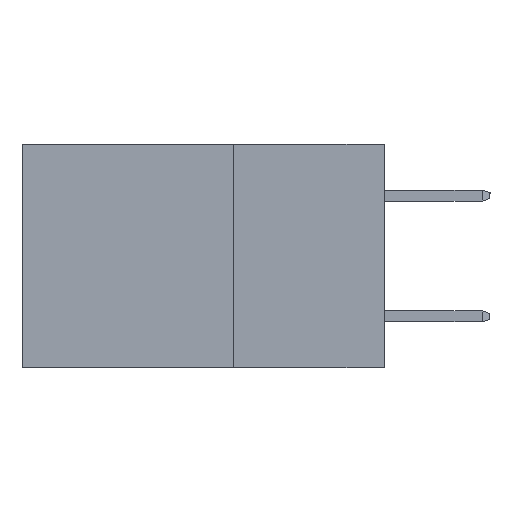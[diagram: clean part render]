
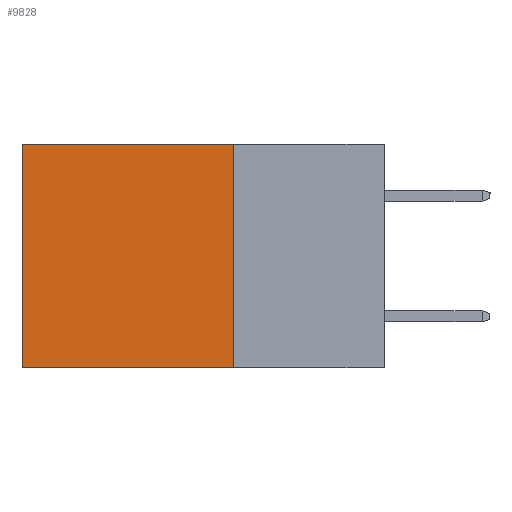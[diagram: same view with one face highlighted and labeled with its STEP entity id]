
A CAD part, left-side view. The second image highlights one B-rep face of the part: STEP entity #9828.
In plain terms, the highlighted planar face has unit normal (-1, 0, 0).
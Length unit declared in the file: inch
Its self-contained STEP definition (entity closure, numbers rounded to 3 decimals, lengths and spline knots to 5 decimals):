
#173 = CARTESIAN_POINT ( 'NONE',  ( 0.2615, 0.6, 0. ) ) ;
#1365 = ORIENTED_EDGE ( 'NONE', *, *, #18789, .F. ) ;
#1540 = CARTESIAN_POINT ( 'NONE',  ( 0.2615, 0.25, -0.37 ) ) ;
#2211 = LINE ( 'NONE', #3694, #17821 ) ;
#2482 = EDGE_CURVE ( 'NONE', #10235, #17048, #17497, .T. ) ;
#2522 = VERTEX_POINT ( 'NONE', #173 ) ;
#3694 = CARTESIAN_POINT ( 'NONE',  ( 0.2615, 0.25, 0. ) ) ;
#4276 = PLANE ( 'NONE',  #17273 ) ;
#5819 = FACE_OUTER_BOUND ( 'NONE', #17659, .T. ) ;
#6572 = EDGE_CURVE ( 'NONE', #2522, #20074, #10299, .T. ) ;
#7184 = ORIENTED_EDGE ( 'NONE', *, *, #2482, .F. ) ;
#7956 = EDGE_CURVE ( 'NONE', #10235, #2522, #2211, .T. ) ;
#8170 = DIRECTION ( 'NONE',  ( 0., 1., 0. ) ) ;
#8799 = CARTESIAN_POINT ( 'NONE',  ( 0.2615, 0.25, 0. ) ) ;
#8832 = DIRECTION ( 'NONE',  ( 0., 0., -1. ) ) ;
#9828 = ADVANCED_FACE ( 'NONE', ( #5819 ), #4276, .F. ) ;
#10235 = VERTEX_POINT ( 'NONE', #8799 ) ;
#10299 = LINE ( 'NONE', #16688, #14735 ) ;
#10387 = DIRECTION ( 'NONE',  ( 1., 0., 0. ) ) ;
#10604 = CARTESIAN_POINT ( 'NONE',  ( 0.2615, 0.25, -0.37 ) ) ;
#13079 = LINE ( 'NONE', #19462, #20084 ) ;
#14349 = CARTESIAN_POINT ( 'NONE',  ( 0.2615, 0.6, -0.37 ) ) ;
#14735 = VECTOR ( 'NONE', #8832, 39.37008 ) ;
#15462 = VECTOR ( 'NONE', #17704, 39.37008 ) ;
#15562 = ORIENTED_EDGE ( 'NONE', *, *, #7956, .T. ) ;
#16688 = CARTESIAN_POINT ( 'NONE',  ( 0.2615, 0.6, -0.37 ) ) ;
#16750 = CARTESIAN_POINT ( 'NONE',  ( 0.2615, 0.25, -0.37 ) ) ;
#17048 = VERTEX_POINT ( 'NONE', #16750 ) ;
#17273 = AXIS2_PLACEMENT_3D ( 'NONE', #10604, #10387, #18244 ) ;
#17497 = LINE ( 'NONE', #1540, #15462 ) ;
#17658 = DIRECTION ( 'NONE',  ( 0., 1., 0. ) ) ;
#17659 = EDGE_LOOP ( 'NONE', ( #18342, #1365, #7184, #15562 ) ) ;
#17704 = DIRECTION ( 'NONE',  ( 0., 0., -1. ) ) ;
#17821 = VECTOR ( 'NONE', #17658, 39.37008 ) ;
#18244 = DIRECTION ( 'NONE',  ( 0., 0., -1. ) ) ;
#18342 = ORIENTED_EDGE ( 'NONE', *, *, #6572, .T. ) ;
#18789 = EDGE_CURVE ( 'NONE', #17048, #20074, #13079, .T. ) ;
#19462 = CARTESIAN_POINT ( 'NONE',  ( 0.2615, 0.25, -0.37 ) ) ;
#20074 = VERTEX_POINT ( 'NONE', #14349 ) ;
#20084 = VECTOR ( 'NONE', #8170, 39.37008 ) ;
